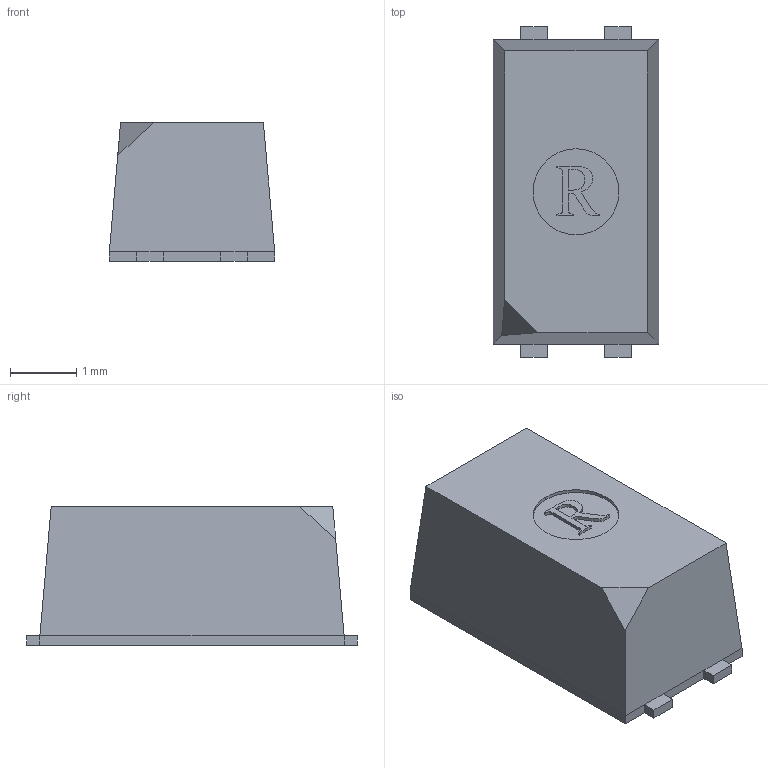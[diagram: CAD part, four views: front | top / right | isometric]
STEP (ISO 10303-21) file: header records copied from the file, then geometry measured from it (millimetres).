
FILE_DESCRIPTION(('FreeCAD Model'),'2;1');
FILE_NAME('User_Library_PhotocouplerSMD_cp.step', '2018-09-04T22:52:49',('kicad StepUp'),('ksu MCAD'), 'Open CASCADE STEP processor 7.2','FreeCAD','Unknown');
FILE_SCHEMA(('AUTOMOTIVE_DESIGN_CC2 { 1 2 10303 214 -1 1 5 4 }'));
Length unit declared in the file: millimetre
Products named in the file (1): User_Library_PhotocouplerSMD_cp
Bounding box: 2.5 x 5 x 2.1 mm (x, y, z)
Volume: 21.8 mm3; surface area: 52 mm2
Topology: 5 solids, 5 shells, 94 faces, 231 edges, 150 vertices
Faces by surface type: plane 70, bspline 22, cylinder 2
Entity records: 4027 total; most frequent: CARTESIAN_POINT 1290, ORIENTED_EDGE 462, DIRECTION 337, EDGE_CURVE 231, LINE 183, VECTOR 183, VERTEX_POINT 150, FACE_BOUND 97
